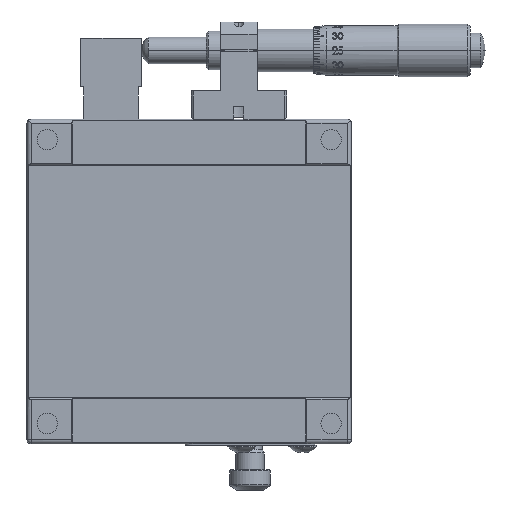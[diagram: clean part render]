
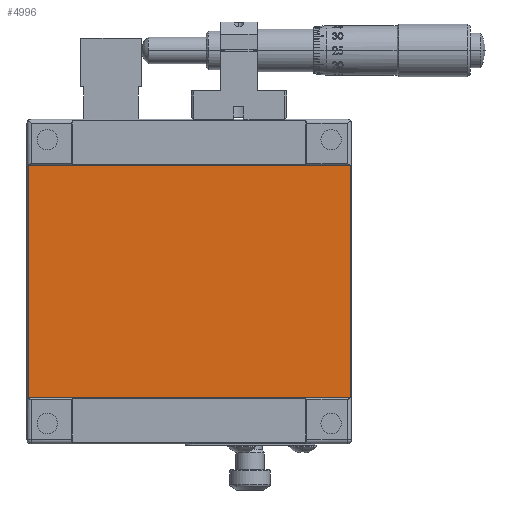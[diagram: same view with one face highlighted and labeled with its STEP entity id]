
A CAD part, front view. The second image highlights one B-rep face of the part: STEP entity #4996.
In plain terms, the highlighted planar face has unit normal (0, -1, 0).
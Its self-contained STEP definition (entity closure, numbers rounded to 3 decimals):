
#945 = EDGE_CURVE ( 'NONE', #11519, #27770, #20619, .T. ) ;
#2419 = CARTESIAN_POINT ( 'NONE',  ( 36.116, -7.055, -28.7 ) ) ;
#2497 = CARTESIAN_POINT ( 'NONE',  ( -43.313, -7.055, 28.7 ) ) ;
#2712 = PLANE ( 'NONE',  #22085 ) ;
#4868 = VECTOR ( 'NONE', #19078, 1000. ) ;
#4996 = ADVANCED_FACE ( 'NONE', ( #26888 ), #2712, .F. ) ;
#5317 = DIRECTION ( 'NONE',  ( 0., 0., -1. ) ) ;
#5590 = CARTESIAN_POINT ( 'NONE',  ( 36.401, -7.055, 28.7 ) ) ;
#7805 = CARTESIAN_POINT ( 'NONE',  ( 36.401, -7.055, -28.7 ) ) ;
#8822 = CARTESIAN_POINT ( 'NONE',  ( -43.313, -7.055, -28.7 ) ) ;
#9456 = LINE ( 'NONE', #7805, #4868 ) ;
#9698 = DIRECTION ( 'NONE',  ( 0., 0., 1. ) ) ;
#10081 = CARTESIAN_POINT ( 'NONE',  ( -43.313, -7.055, 28.7 ) ) ;
#10919 = ORIENTED_EDGE ( 'NONE', *, *, #30801, .F. ) ;
#11519 = VERTEX_POINT ( 'NONE', #28609 ) ;
#13104 = ORIENTED_EDGE ( 'NONE', *, *, #945, .T. ) ;
#15247 = DIRECTION ( 'NONE',  ( -1., 0., 0. ) ) ;
#15468 = VECTOR ( 'NONE', #15247, 1000. ) ;
#15665 = EDGE_CURVE ( 'NONE', #27770, #19888, #16873, .T. ) ;
#15851 = EDGE_LOOP ( 'NONE', ( #10919, #25223, #13104, #22901 ) ) ;
#16873 = LINE ( 'NONE', #10081, #27801 ) ;
#17381 = VECTOR ( 'NONE', #9698, 1000. ) ;
#17577 = CARTESIAN_POINT ( 'NONE',  ( 36.401, -7.055, 28.7 ) ) ;
#19078 = DIRECTION ( 'NONE',  ( -1., 0., 0. ) ) ;
#19888 = VERTEX_POINT ( 'NONE', #8822 ) ;
#20619 = LINE ( 'NONE', #5590, #15468 ) ;
#21058 = EDGE_CURVE ( 'NONE', #22807, #11519, #22019, .T. ) ;
#22019 = LINE ( 'NONE', #2419, #17381 ) ;
#22085 = AXIS2_PLACEMENT_3D ( 'NONE', #17577, #29727, #27053 ) ;
#22807 = VERTEX_POINT ( 'NONE', #25159 ) ;
#22901 = ORIENTED_EDGE ( 'NONE', *, *, #15665, .T. ) ;
#25159 = CARTESIAN_POINT ( 'NONE',  ( 36.116, -7.055, -28.7 ) ) ;
#25223 = ORIENTED_EDGE ( 'NONE', *, *, #21058, .T. ) ;
#26888 = FACE_OUTER_BOUND ( 'NONE', #15851, .T. ) ;
#27053 = DIRECTION ( 'NONE',  ( 1., 0., 0. ) ) ;
#27770 = VERTEX_POINT ( 'NONE', #2497 ) ;
#27801 = VECTOR ( 'NONE', #5317, 1000. ) ;
#28609 = CARTESIAN_POINT ( 'NONE',  ( 36.116, -7.055, 28.7 ) ) ;
#29727 = DIRECTION ( 'NONE',  ( 0., 1., 0. ) ) ;
#30801 = EDGE_CURVE ( 'NONE', #22807, #19888, #9456, .T. ) ;
